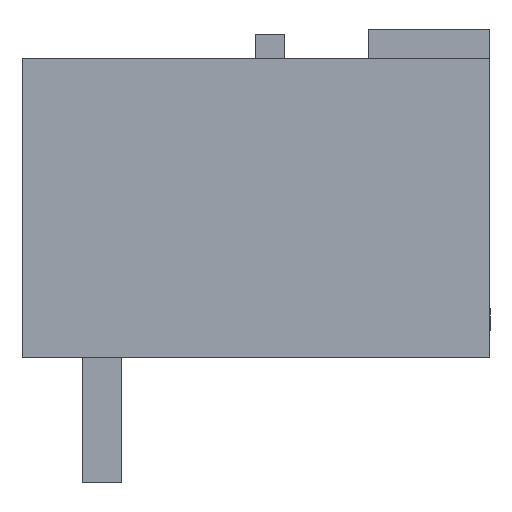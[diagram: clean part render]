
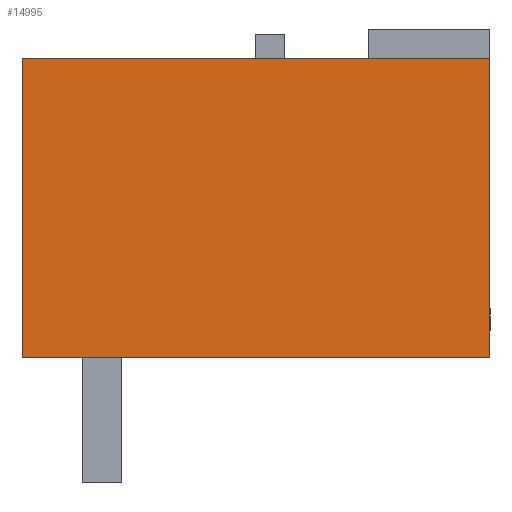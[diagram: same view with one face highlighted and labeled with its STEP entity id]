
A CAD part, left-side view. The second image highlights one B-rep face of the part: STEP entity #14995.
In plain terms, the highlighted planar face has unit normal (-1, 0, 0).
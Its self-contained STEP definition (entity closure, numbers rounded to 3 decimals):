
#14982=AXIS2_PLACEMENT_3D('Plane Axis2P3D',#14979,#14980,#14981) ;
#12257=CARTESIAN_POINT('Vertex',(0.,12.,3.2)) ;
#12260=CARTESIAN_POINT('Line Origine',(0.,12.,7.04)) ;
#12264=CARTESIAN_POINT('Vertex',(0.,12.,10.88)) ;
#12970=CARTESIAN_POINT('Vertex',(0.,0.,10.88)) ;
#12973=CARTESIAN_POINT('Line Origine',(0.,0.,7.04)) ;
#12977=CARTESIAN_POINT('Vertex',(0.,0.,3.2)) ;
#14824=CARTESIAN_POINT('Line Origine',(0.,6.,10.88)) ;
#14979=CARTESIAN_POINT('Axis2P3D Location',(0.,0.,10.88)) ;
#14984=CARTESIAN_POINT('Line Origine',(0.,6.,3.2)) ;
#12261=DIRECTION('Vector Direction',(0.,0.,-1.)) ;
#12974=DIRECTION('Vector Direction',(0.,0.,-1.)) ;
#14825=DIRECTION('Vector Direction',(0.,1.,0.)) ;
#14980=DIRECTION('Axis2P3D Direction',(1.,0.,0.)) ;
#14981=DIRECTION('Axis2P3D XDirection',(0.,0.,-1.)) ;
#14985=DIRECTION('Vector Direction',(0.,1.,0.)) ;
#12262=VECTOR('Line Direction',#12261,1.) ;
#12975=VECTOR('Line Direction',#12974,1.) ;
#14826=VECTOR('Line Direction',#14825,1.) ;
#14986=VECTOR('Line Direction',#14985,1.) ;
#14990=ORIENTED_EDGE('',*,*,#14988,.F.) ;
#14991=ORIENTED_EDGE('',*,*,#12979,.F.) ;
#14992=ORIENTED_EDGE('',*,*,#14828,.T.) ;
#14993=ORIENTED_EDGE('',*,*,#12266,.F.) ;
#14995=ADVANCED_FACE('HOUSING',(#14994),#14983,.F.) ;
#12266=EDGE_CURVE('',#12258,#12265,#12263,.F.) ;
#12979=EDGE_CURVE('',#12971,#12978,#12976,.T.) ;
#14828=EDGE_CURVE('',#12971,#12265,#14827,.T.) ;
#14988=EDGE_CURVE('',#12978,#12258,#14987,.T.) ;
#14989=EDGE_LOOP('',(#14990,#14991,#14992,#14993)) ;
#14994=FACE_OUTER_BOUND('',#14989,.T.) ;
#12263=LINE('Line',#12260,#12262) ;
#12976=LINE('Line',#12973,#12975) ;
#14827=LINE('Line',#14824,#14826) ;
#14987=LINE('Line',#14984,#14986) ;
#14983=PLANE('',#14982) ;
#12258=VERTEX_POINT('',#12257) ;
#12265=VERTEX_POINT('',#12264) ;
#12971=VERTEX_POINT('',#12970) ;
#12978=VERTEX_POINT('',#12977) ;
